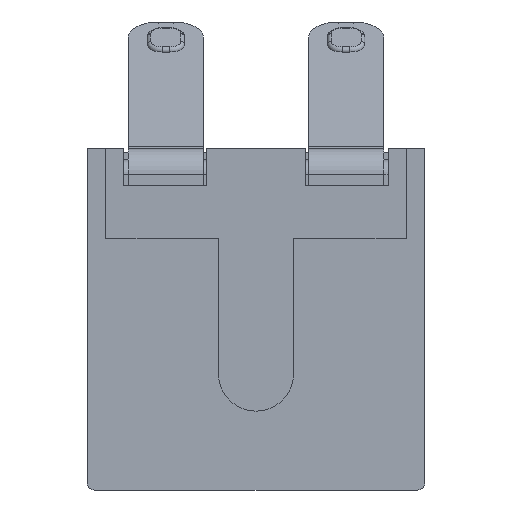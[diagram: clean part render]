
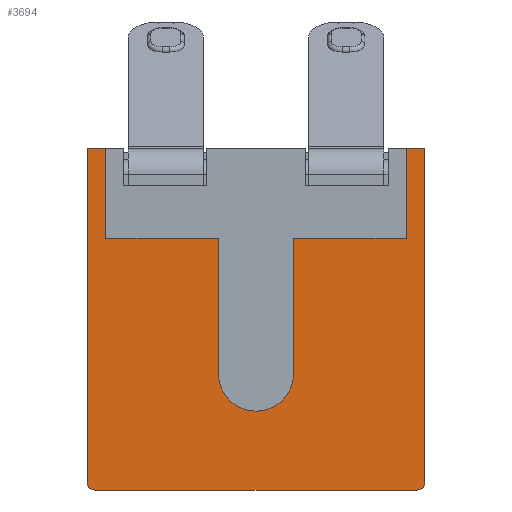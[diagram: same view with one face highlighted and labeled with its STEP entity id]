
A CAD part, front view. The second image highlights one B-rep face of the part: STEP entity #3694.
In plain terms, the highlighted planar face has unit normal (0, -1, 0).
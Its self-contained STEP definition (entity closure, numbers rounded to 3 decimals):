
#997=CARTESIAN_POINT('',(2.15,-0.9,-2.15));
#998=DIRECTION('',(0.,-1.,0.));
#999=DIRECTION('',(0.,0.,-1.));
#1000=AXIS2_PLACEMENT_3D('',#997,#998,#999);
#1002=DIRECTION('',(1.,0.,0.));
#1003=VECTOR('',#1002,4.3);
#1004=CARTESIAN_POINT('',(-2.15,-0.9,-2.25));
#1005=LINE('',#1004,#1003);
#1006=DIRECTION('',(0.,0.,-1.));
#1007=VECTOR('',#1006,4.45);
#1008=CARTESIAN_POINT('',(-2.25,-0.9,2.3));
#1009=LINE('',#1008,#1007);
#1010=DIRECTION('',(-1.,0.,0.));
#1011=VECTOR('',#1010,0.25);
#1012=CARTESIAN_POINT('',(-2.,-0.9,2.3));
#1013=LINE('',#1012,#1011);
#1014=DIRECTION('',(0.,0.,1.));
#1015=VECTOR('',#1014,1.2);
#1016=CARTESIAN_POINT('',(-2.,-0.9,1.1));
#1017=LINE('',#1016,#1015);
#1018=DIRECTION('',(-1.,0.,0.));
#1019=VECTOR('',#1018,1.5);
#1020=CARTESIAN_POINT('',(-0.5,-0.9,1.1));
#1021=LINE('',#1020,#1019);
#1022=DIRECTION('',(0.,0.,1.));
#1023=VECTOR('',#1022,1.8);
#1024=CARTESIAN_POINT('',(-0.5,-0.9,-0.7));
#1025=LINE('',#1024,#1023);
#1026=CARTESIAN_POINT('',(0.,-0.9,-0.7));
#1027=DIRECTION('',(0.,1.,0.));
#1028=DIRECTION('',(1.,0.,0.));
#1029=AXIS2_PLACEMENT_3D('',#1026,#1027,#1028);
#1031=DIRECTION('',(0.,0.,-1.));
#1032=VECTOR('',#1031,1.8);
#1033=CARTESIAN_POINT('',(0.5,-0.9,1.1));
#1034=LINE('',#1033,#1032);
#1035=DIRECTION('',(-1.,0.,0.));
#1036=VECTOR('',#1035,1.5);
#1037=CARTESIAN_POINT('',(2.,-0.9,1.1));
#1038=LINE('',#1037,#1036);
#1039=DIRECTION('',(0.,0.,-1.));
#1040=VECTOR('',#1039,1.2);
#1041=CARTESIAN_POINT('',(2.,-0.9,2.3));
#1042=LINE('',#1041,#1040);
#1043=DIRECTION('',(-1.,0.,0.));
#1044=VECTOR('',#1043,0.25);
#1045=CARTESIAN_POINT('',(2.25,-0.9,2.3));
#1046=LINE('',#1045,#1044);
#1047=DIRECTION('',(0.,0.,1.));
#1048=VECTOR('',#1047,4.45);
#1049=CARTESIAN_POINT('',(2.25,-0.9,-2.15));
#1050=LINE('',#1049,#1048);
#1055=CARTESIAN_POINT('',(-2.15,-0.9,-2.15));
#1056=DIRECTION('',(0.,-1.,0.));
#1057=DIRECTION('',(-1.,0.,0.));
#1058=AXIS2_PLACEMENT_3D('',#1055,#1056,#1057);
#2153=CARTESIAN_POINT('',(2.25,-0.9,2.3));
#2154=CARTESIAN_POINT('',(2.,-0.9,2.3));
#2155=VERTEX_POINT('',#2153);
#2156=VERTEX_POINT('',#2154);
#2157=CARTESIAN_POINT('',(2.,-0.9,1.1));
#2158=VERTEX_POINT('',#2157);
#2159=CARTESIAN_POINT('',(0.5,-0.9,1.1));
#2160=VERTEX_POINT('',#2159);
#2161=CARTESIAN_POINT('',(0.5,-0.9,-0.7));
#2162=VERTEX_POINT('',#2161);
#2163=CARTESIAN_POINT('',(-0.5,-0.9,-0.7));
#2164=VERTEX_POINT('',#2163);
#2165=CARTESIAN_POINT('',(-0.5,-0.9,1.1));
#2166=VERTEX_POINT('',#2165);
#2167=CARTESIAN_POINT('',(-2.,-0.9,1.1));
#2168=VERTEX_POINT('',#2167);
#2169=CARTESIAN_POINT('',(-2.,-0.9,2.3));
#2170=VERTEX_POINT('',#2169);
#2171=CARTESIAN_POINT('',(-2.25,-0.9,2.3));
#2172=VERTEX_POINT('',#2171);
#2218=CARTESIAN_POINT('',(2.25,-0.9,-2.15));
#2220=VERTEX_POINT('',#2218);
#2223=CARTESIAN_POINT('',(2.15,-0.9,-2.25));
#2224=VERTEX_POINT('',#2223);
#2225=CARTESIAN_POINT('',(-2.25,-0.9,-2.15));
#2227=VERTEX_POINT('',#2225);
#2229=CARTESIAN_POINT('',(-2.15,-0.9,-2.25));
#2230=VERTEX_POINT('',#2229);
#3661=CARTESIAN_POINT('',(0.,-0.9,0.));
#3662=DIRECTION('',(0.,-1.,0.));
#3663=DIRECTION('',(-1.,0.,0.));
#3664=AXIS2_PLACEMENT_3D('',#3661,#3662,#3663);
#3665=PLANE('',#3664);
#3666=ORIENTED_EDGE('',*,*,#3640,.F.);
#3668=ORIENTED_EDGE('',*,*,#3667,.F.);
#3670=ORIENTED_EDGE('',*,*,#3669,.F.);
#3672=ORIENTED_EDGE('',*,*,#3671,.F.);
#3674=ORIENTED_EDGE('',*,*,#3673,.F.);
#3676=ORIENTED_EDGE('',*,*,#3675,.F.);
#3678=ORIENTED_EDGE('',*,*,#3677,.F.);
#3680=ORIENTED_EDGE('',*,*,#3679,.F.);
#3682=ORIENTED_EDGE('',*,*,#3681,.F.);
#3684=ORIENTED_EDGE('',*,*,#3683,.F.);
#3686=ORIENTED_EDGE('',*,*,#3685,.F.);
#3688=ORIENTED_EDGE('',*,*,#3687,.F.);
#3690=ORIENTED_EDGE('',*,*,#3689,.F.);
#3691=ORIENTED_EDGE('',*,*,#3651,.F.);
#3692=EDGE_LOOP('',(#3666,#3668,#3670,#3672,#3674,#3676,#3678,#3680,#3682,#3684,
#3686,#3688,#3690,#3691));
#3693=FACE_OUTER_BOUND('',#3692,.F.);
#3694=ADVANCED_FACE('',(#3693),#3665,.T.);
#1001=CIRCLE('',#1000,0.1);
#1030=CIRCLE('',#1029,0.5);
#1059=CIRCLE('',#1058,0.1);
#3640=EDGE_CURVE('',#2224,#2220,#1001,.T.);
#3651=EDGE_CURVE('',#2220,#2155,#1050,.T.);
#3667=EDGE_CURVE('',#2230,#2224,#1005,.T.);
#3669=EDGE_CURVE('',#2227,#2230,#1059,.T.);
#3671=EDGE_CURVE('',#2172,#2227,#1009,.T.);
#3673=EDGE_CURVE('',#2170,#2172,#1013,.T.);
#3675=EDGE_CURVE('',#2168,#2170,#1017,.T.);
#3677=EDGE_CURVE('',#2166,#2168,#1021,.T.);
#3679=EDGE_CURVE('',#2164,#2166,#1025,.T.);
#3681=EDGE_CURVE('',#2162,#2164,#1030,.T.);
#3683=EDGE_CURVE('',#2160,#2162,#1034,.T.);
#3685=EDGE_CURVE('',#2158,#2160,#1038,.T.);
#3687=EDGE_CURVE('',#2156,#2158,#1042,.T.);
#3689=EDGE_CURVE('',#2155,#2156,#1046,.T.);
